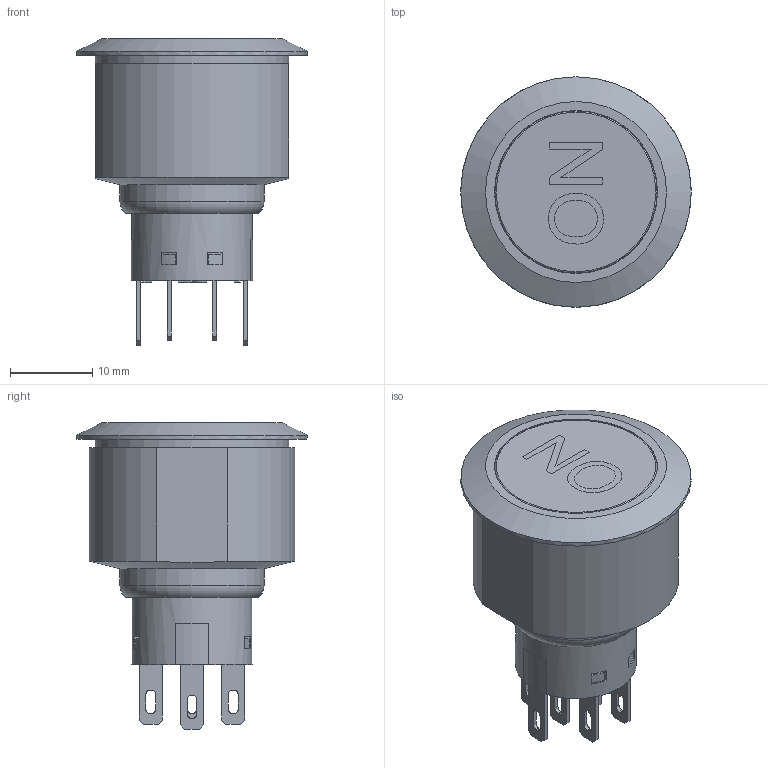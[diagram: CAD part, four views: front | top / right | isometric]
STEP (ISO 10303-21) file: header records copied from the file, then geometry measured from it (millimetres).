
FILE_DESCRIPTION(/* description */ (''),/* implementation_level */ '2;1');
FILE_NAME(/* name */ 'ULV8F2HSLLxxL22.stp',/* time_stamp */ '2021-10-29T15:48:50-05:00',/* author */ ('mroman'),/* organization */ (''),/* preprocessor_version */ 'ST-DEVELOPER v18.1',/* originating_system */ 'Autodesk Inventor 2020',/* authorisation */ '');
FILE_SCHEMA (('AUTOMOTIVE_DESIGN { 1 0 10303 214 3 1 1 }'));
Length unit declared in the file: millimetre
Products named in the file (1): ULV8F2HSLLxxL22
Bounding box: 28 x 28 x 37.2 mm (x, y, z)
Volume: 10237.7 mm3; surface area: 4904.4 mm2
Topology: 1 solids, 1 shells, 302 faces, 872 edges, 581 vertices
Faces by surface type: plane 203, cylinder 49, bspline 46, torus 2, cone 2
Full cylindrical faces by diameter (mm): 13.3 x1, 14.7 x1, 17.5 x1, 19.7 x1, 19.8 x1, 23.5 x1, 28 x1
Entity records: 10276 total; most frequent: CARTESIAN_POINT 2386, ORIENTED_EDGE 1744, DIRECTION 1457, EDGE_CURVE 872, LINE 597, VECTOR 597, VERTEX_POINT 581, AXIS2_PLACEMENT_3D 430
